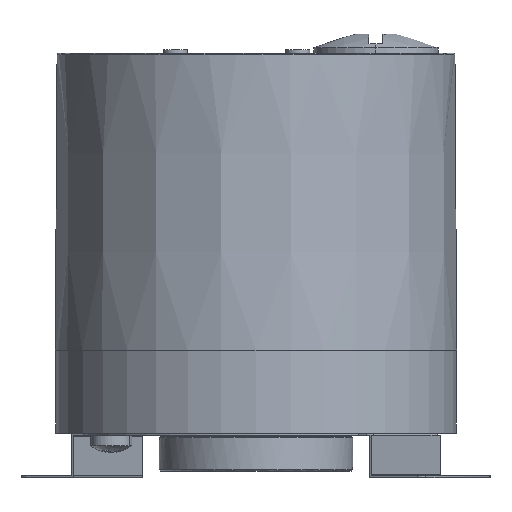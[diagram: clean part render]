
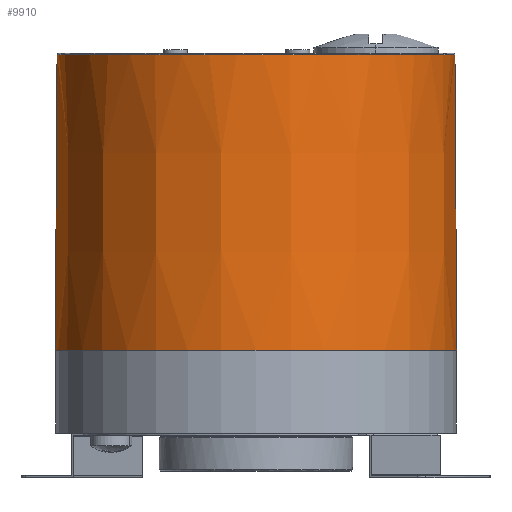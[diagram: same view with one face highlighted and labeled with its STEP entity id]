
A CAD part, front view. The second image highlights one B-rep face of the part: STEP entity #9910.
In plain terms, the highlighted conical face has half-angle 0.35 degrees and reference radius 29.076 mm.
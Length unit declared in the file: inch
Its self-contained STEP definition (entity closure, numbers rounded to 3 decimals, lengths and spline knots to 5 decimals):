
#1673 = EDGE_CURVE ( 'NONE', #12943, #45545, #33702, .T. ) ;
#2274 = CARTESIAN_POINT ( 'NONE',  ( -1.14471, 0., 0.47244 ) ) ;
#3396 = VERTEX_POINT ( 'NONE', #44473 ) ;
#3852 = CARTESIAN_POINT ( 'NONE',  ( 1.13441, 0., 2.15753 ) ) ;
#5262 = AXIS2_PLACEMENT_3D ( 'NONE', #55358, #14363, #23398 ) ;
#6632 = CONICAL_SURFACE ( 'NONE', #30703, 1.14471, 0.006 ) ;
#8729 =( BOUNDED_CURVE ( )  B_SPLINE_CURVE ( 3, ( #31882, #50262, #35777, #41226, #12595, #44821, #3852 ),
 .UNSPECIFIED., .F., .F. ) 
 B_SPLINE_CURVE_WITH_KNOTS ( ( 4, 3, 4 ),
 ( 0., 0.50098, 1. ),
 .UNSPECIFIED. ) 
 CURVE ( )  GEOMETRIC_REPRESENTATION_ITEM ( )  RATIONAL_B_SPLINE_CURVE ( ( 1., 0.805, 0.805, 1., 0.806, 0.805, 0.998 ) ) 
 REPRESENTATION_ITEM ( '' )  );
#9071 = FACE_OUTER_BOUND ( 'NONE', #34747, .T. ) ;
#9910 = ADVANCED_FACE ( 'NONE', ( #9071 ), #6632, .T. ) ;
#12595 = CARTESIAN_POINT ( 'NONE',  ( 0.66758, -1.13072, 2.15753 ) ) ;
#12943 = VERTEX_POINT ( 'NONE', #17873 ) ;
#14205 = DIRECTION ( 'NONE',  ( -1., 0., 0. ) ) ;
#14363 = DIRECTION ( 'NONE',  ( 0., 0., 1. ) ) ;
#15224 = EDGE_CURVE ( 'NONE', #34955, #31202, #23555, .T. ) ;
#15866 = CARTESIAN_POINT ( 'NONE',  ( -1.13441, -0.00421, 2.15753 ) ) ;
#17311 = ORIENTED_EDGE ( 'NONE', *, *, #55686, .T. ) ;
#17873 = CARTESIAN_POINT ( 'NONE',  ( -1.13441, 0., 2.15753 ) ) ;
#18700 = CARTESIAN_POINT ( 'NONE',  ( 0., 0., 0.47244 ) ) ;
#22174 = CARTESIAN_POINT ( 'NONE',  ( 1.14471, 0., 0.47244 ) ) ;
#23398 = DIRECTION ( 'NONE',  ( -1., 0., 0. ) ) ;
#23408 = CARTESIAN_POINT ( 'NONE',  ( 1.13784, 0., 1.59583 ) ) ;
#23555 = CIRCLE ( 'NONE', #5262, 1.14471 ) ;
#24183 = B_SPLINE_CURVE_WITH_KNOTS ( 'NONE', 3,
 ( #55369, #37547, #23408, #28220 ),
 .UNSPECIFIED., .F., .F.,
 ( 4, 4 ),
 ( 0., 1. ),
 .UNSPECIFIED. ) ;
#24452 = EDGE_CURVE ( 'NONE', #45545, #3396, #8729, .T. ) ;
#24626 = CARTESIAN_POINT ( 'NONE',  ( -1.1344, -0.00631, 2.15753 ) ) ;
#28220 = CARTESIAN_POINT ( 'NONE',  ( 1.13441, 0., 2.15753 ) ) ;
#30703 = AXIS2_PLACEMENT_3D ( 'NONE', #18700, #36478, #14205 ) ;
#31202 = VERTEX_POINT ( 'NONE', #22174 ) ;
#31882 = CARTESIAN_POINT ( 'NONE',  ( -1.1344, -0.00631, 2.15753 ) ) ;
#33571 = EDGE_CURVE ( 'NONE', #31202, #3396, #24183, .T. ) ;
#33702 =( BOUNDED_CURVE ( )  B_SPLINE_CURVE ( 3, ( #57165, #43576, #15866, #24626 ),
 .UNSPECIFIED., .F., .F. ) 
 B_SPLINE_CURVE_WITH_KNOTS ( ( 4, 4 ),
 ( 0., 1. ),
 .UNSPECIFIED. ) 
 CURVE ( )  GEOMETRIC_REPRESENTATION_ITEM ( )  RATIONAL_B_SPLINE_CURVE ( ( 0.999, 0.999, 1., 1. ) ) 
 REPRESENTATION_ITEM ( '' )  );
#34747 = EDGE_LOOP ( 'NONE', ( #17311, #36310, #54167, #40935, #40378 ) ) ;
#34955 = VERTEX_POINT ( 'NONE', #38771 ) ;
#35384 = CARTESIAN_POINT ( 'NONE',  ( -1.14128, 0., 1.03414 ) ) ;
#35777 = CARTESIAN_POINT ( 'NONE',  ( -0.6582, -1.13809, 2.15753 ) ) ;
#36310 = ORIENTED_EDGE ( 'NONE', *, *, #15224, .T. ) ;
#36478 = DIRECTION ( 'NONE',  ( 0., 0., -1. ) ) ;
#37547 = CARTESIAN_POINT ( 'NONE',  ( 1.14128, 0., 1.03414 ) ) ;
#38771 = CARTESIAN_POINT ( 'NONE',  ( -1.14471, 0., 0.47244 ) ) ;
#40378 = ORIENTED_EDGE ( 'NONE', *, *, #1673, .F. ) ;
#40935 = ORIENTED_EDGE ( 'NONE', *, *, #24452, .F. ) ;
#41226 = CARTESIAN_POINT ( 'NONE',  ( 0.00631, -1.1344, 2.15753 ) ) ;
#43576 = CARTESIAN_POINT ( 'NONE',  ( -1.13441, -0.0021, 2.15753 ) ) ;
#44195 = CARTESIAN_POINT ( 'NONE',  ( -1.1344, -0.00631, 2.15753 ) ) ;
#44408 = CARTESIAN_POINT ( 'NONE',  ( -1.13441, 0., 2.15753 ) ) ;
#44473 = CARTESIAN_POINT ( 'NONE',  ( 1.13441, 0., 2.15753 ) ) ;
#44821 = CARTESIAN_POINT ( 'NONE',  ( 1.13441, -0.66191, 2.15753 ) ) ;
#45545 = VERTEX_POINT ( 'NONE', #44195 ) ;
#46284 = B_SPLINE_CURVE_WITH_KNOTS ( 'NONE', 3,
 ( #44408, #53493, #35384, #2274 ),
 .UNSPECIFIED., .F., .F.,
 ( 4, 4 ),
 ( 0., 1. ),
 .UNSPECIFIED. ) ;
#50262 = CARTESIAN_POINT ( 'NONE',  ( -1.1307, -0.67083, 2.15753 ) ) ;
#53493 = CARTESIAN_POINT ( 'NONE',  ( -1.13784, 0., 1.59583 ) ) ;
#54167 = ORIENTED_EDGE ( 'NONE', *, *, #33571, .T. ) ;
#55358 = CARTESIAN_POINT ( 'NONE',  ( 0., 0., 0.47244 ) ) ;
#55369 = CARTESIAN_POINT ( 'NONE',  ( 1.14471, 0., 0.47244 ) ) ;
#55686 = EDGE_CURVE ( 'NONE', #12943, #34955, #46284, .T. ) ;
#57165 = CARTESIAN_POINT ( 'NONE',  ( -1.13441, 0., 2.15753 ) ) ;
